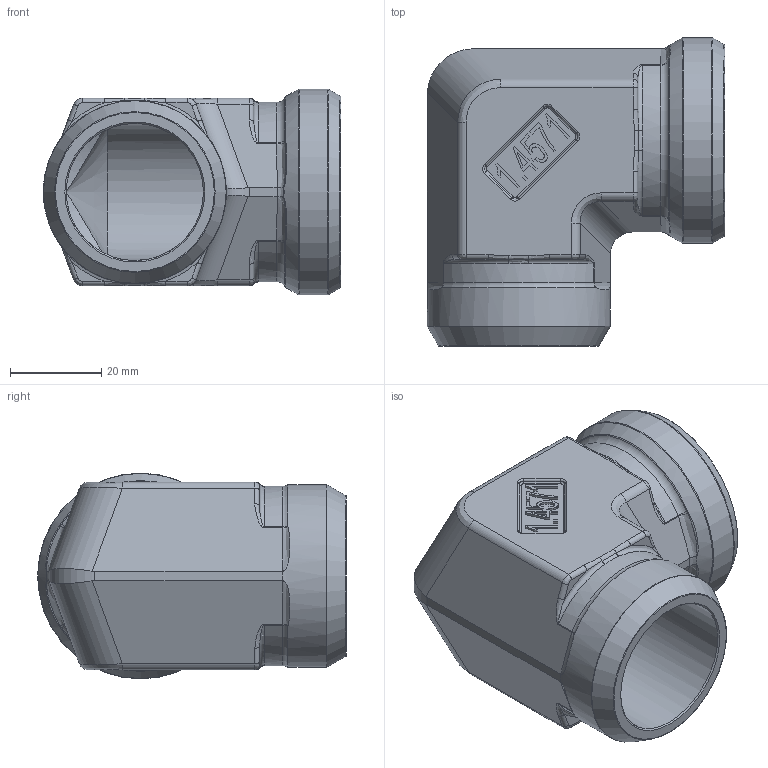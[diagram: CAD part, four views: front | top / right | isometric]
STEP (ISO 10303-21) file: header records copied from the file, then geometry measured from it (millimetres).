
FILE_DESCRIPTION(/* description */ (''),/* implementation_level */ '2;1');
FILE_NAME(/* name */ 'X-WAV35.stp',/* time_stamp */ '2025-01-16T11:45:59+01:00',/* author */ (''),/* organization */ (''),/* preprocessor_version */ 'ST-DEVELOPER v16',/* originating_system */ 'SIEMENS PLM Software NX 10.0',/* authorisation */ '');
FILE_SCHEMA (('AP203_CONFIGURATION_CONTROLLED_3D_DESIGN_OF_MECHANICAL_PARTS_AND_ASSEMBLIES_MIM_LF { 1 0 10303 403 2 1 2}'));
Length unit declared in the file: millimetre
Products named in the file (1): nwer41844EE665xy
Bounding box: 65 x 67.5 x 45 mm (x, y, z)
Volume: 54093 mm3; surface area: 21635 mm2
Topology: 1 solids, 1 shells, 295 faces, 731 edges, 452 vertices
Faces by surface type: plane 110, bspline 64, cylinder 63, torus 36, extrusion 13, cone 9
Full cylindrical faces by diameter (mm): 30 x2, 35.345 x1, 40 x1, 45 x1
Entity records: 10327 total; most frequent: CARTESIAN_POINT 3982, ORIENTED_EDGE 1410, DIRECTION 1119, EDGE_CURVE 705, AXIS2_PLACEMENT_3D 453, VERTEX_POINT 445, EDGE_LOOP 329, ADVANCED_FACE 295
